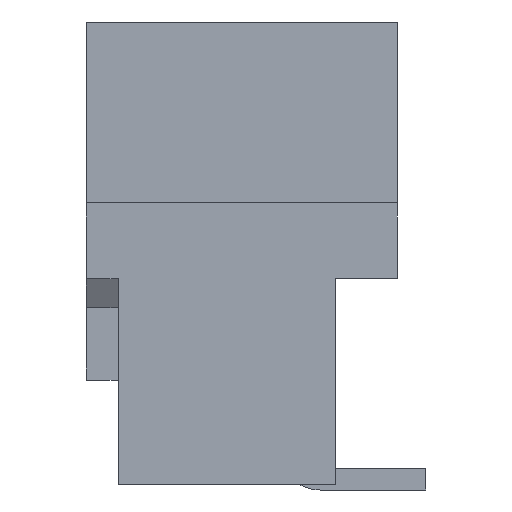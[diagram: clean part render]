
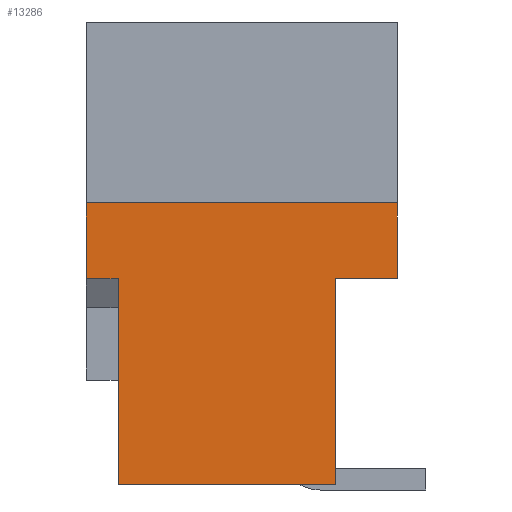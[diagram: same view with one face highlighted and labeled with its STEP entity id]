
A CAD part, left-side view. The second image highlights one B-rep face of the part: STEP entity #13286.
In plain terms, the highlighted planar face has unit normal (-1, 0, 0).
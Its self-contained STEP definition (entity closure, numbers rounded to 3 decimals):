
#138=DIRECTION('',(0.,0.,1.));
#139=VECTOR('',#138,2.1);
#140=CARTESIAN_POINT('',(-26.95,-4.3,-7.1));
#141=LINE('',#140,#139);
#2166=DIRECTION('',(0.,0.,1.));
#2167=VECTOR('',#2166,2.1);
#2168=CARTESIAN_POINT('',(-26.95,4.3,-7.1));
#2169=LINE('',#2168,#2167);
#2170=DIRECTION('',(0.,0.,1.));
#2171=VECTOR('',#2170,5.7);
#2172=CARTESIAN_POINT('',(-26.95,-2.58,-12.8));
#2173=LINE('',#2172,#2171);
#2174=DIRECTION('',(0.,1.,0.));
#2175=VECTOR('',#2174,6.);
#2176=CARTESIAN_POINT('',(-26.95,-2.58,-12.8));
#2177=LINE('',#2176,#2175);
#2178=DIRECTION('',(0.,0.,1.));
#2179=VECTOR('',#2178,5.7);
#2180=CARTESIAN_POINT('',(-26.95,3.42,-12.8));
#2181=LINE('',#2180,#2179);
#2182=DIRECTION('',(0.,-1.,0.));
#2183=VECTOR('',#2182,0.88);
#2184=CARTESIAN_POINT('',(-26.95,4.3,-7.1));
#2185=LINE('',#2184,#2183);
#2186=DIRECTION('',(0.,1.,0.));
#2187=VECTOR('',#2186,1.72);
#2188=CARTESIAN_POINT('',(-26.95,-4.3,-7.1));
#2189=LINE('',#2188,#2187);
#2214=DIRECTION('',(0.,1.,0.));
#2215=VECTOR('',#2214,8.6);
#2216=CARTESIAN_POINT('',(-26.95,-4.3,-5.));
#2217=LINE('',#2216,#2215);
#8930=CARTESIAN_POINT('',(-26.95,-4.3,-5.));
#8932=VERTEX_POINT('',#8930);
#8942=CARTESIAN_POINT('',(-26.95,4.3,-5.));
#8944=VERTEX_POINT('',#8942);
#8958=CARTESIAN_POINT('',(-26.95,3.42,-12.8));
#8959=VERTEX_POINT('',#8958);
#9032=CARTESIAN_POINT('',(-26.95,4.3,-7.1));
#9034=VERTEX_POINT('',#9032);
#9116=CARTESIAN_POINT('',(-26.95,3.42,-7.1));
#9117=VERTEX_POINT('',#9116);
#9124=CARTESIAN_POINT('',(-26.95,-2.58,-12.8));
#9125=VERTEX_POINT('',#9124);
#9126=CARTESIAN_POINT('',(-26.95,-4.3,-7.1));
#9128=VERTEX_POINT('',#9126);
#9136=CARTESIAN_POINT('',(-26.95,-2.58,-7.1));
#9137=VERTEX_POINT('',#9136);
#13269=CARTESIAN_POINT('',(-26.95,-4.3,-12.8));
#13270=DIRECTION('',(-1.,0.,0.));
#13271=DIRECTION('',(0.,0.,1.));
#13272=AXIS2_PLACEMENT_3D('',#13269,#13270,#13271);
#13273=PLANE('',#13272);
#13274=ORIENTED_EDGE('',*,*,#11798,.F.);
#13276=ORIENTED_EDGE('',*,*,#13275,.T.);
#13277=ORIENTED_EDGE('',*,*,#12673,.T.);
#13278=ORIENTED_EDGE('',*,*,#13261,.F.);
#13279=ORIENTED_EDGE('',*,*,#13250,.T.);
#13281=ORIENTED_EDGE('',*,*,#13280,.F.);
#13282=ORIENTED_EDGE('',*,*,#11733,.F.);
#13283=ORIENTED_EDGE('',*,*,#11760,.T.);
#13284=EDGE_LOOP('',(#13274,#13276,#13277,#13278,#13279,#13281,#13282,#13283));
#13285=FACE_OUTER_BOUND('',#13284,.F.);
#11733=EDGE_CURVE('',#9128,#8932,#141,.T.);
#11760=EDGE_CURVE('',#9128,#9137,#2189,.T.);
#11798=EDGE_CURVE('',#9125,#9137,#2173,.T.);
#12673=EDGE_CURVE('',#8959,#9117,#2181,.T.);
#13250=EDGE_CURVE('',#9034,#8944,#2169,.T.);
#13261=EDGE_CURVE('',#9034,#9117,#2185,.T.);
#13275=EDGE_CURVE('',#9125,#8959,#2177,.T.);
#13280=EDGE_CURVE('',#8932,#8944,#2217,.T.);
#13286=ADVANCED_FACE('',(#13285),#13273,.T.);
